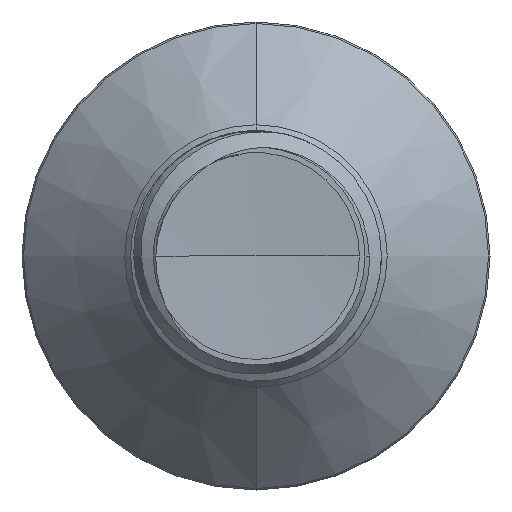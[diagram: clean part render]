
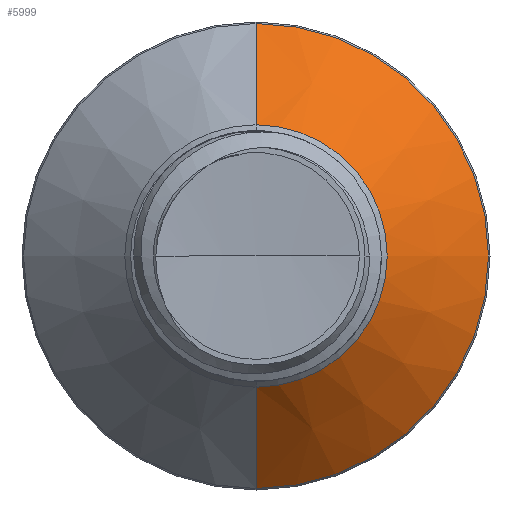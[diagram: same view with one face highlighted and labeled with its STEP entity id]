
A CAD part, front view. The second image highlights one B-rep face of the part: STEP entity #5999.
In plain terms, the highlighted conical face has half-angle 45 degrees and reference radius 1.571 mm.
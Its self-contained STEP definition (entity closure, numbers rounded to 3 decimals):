
#1081 = CARTESIAN_POINT ( 'NONE',  ( 0., 2.409, 1.571 ) ) ;
#1197 = ORIENTED_EDGE ( 'NONE', *, *, #3490, .T. ) ;
#1306 = DIRECTION ( 'NONE',  ( 0., 1., 0. ) ) ;
#1468 = DIRECTION ( 'NONE',  ( 0., 1., 0. ) ) ;
#1992 = CARTESIAN_POINT ( 'NONE',  ( 0., 3.62, -2.782 ) ) ;
#2084 = AXIS2_PLACEMENT_3D ( 'NONE', #7775, #1468, #8803 ) ;
#2879 = FACE_OUTER_BOUND ( 'NONE', #4725, .T. ) ;
#3199 = ORIENTED_EDGE ( 'NONE', *, *, #11507, .F. ) ;
#3371 = CIRCLE ( 'NONE', #2084, 2.782 ) ;
#3490 = EDGE_CURVE ( 'NONE', #7583, #9845, #5873, .T. ) ;
#3522 = LINE ( 'NONE', #11162, #8711 ) ;
#3560 = DIRECTION ( 'NONE',  ( 0., 0., 1. ) ) ;
#4453 = ORIENTED_EDGE ( 'NONE', *, *, #7963, .F. ) ;
#4725 = EDGE_LOOP ( 'NONE', ( #1197, #7159, #4453, #3199 ) ) ;
#4755 = VERTEX_POINT ( 'NONE', #1992 ) ;
#5665 = CARTESIAN_POINT ( 'NONE',  ( 0., 2.409, 0. ) ) ;
#5873 = CIRCLE ( 'NONE', #6842, 1.571 ) ;
#5999 = ADVANCED_FACE ( 'NONE', ( #2879 ), #12672, .T. ) ;
#6180 = DIRECTION ( 'NONE',  ( 0., 0.707, -0.707 ) ) ;
#6820 = CARTESIAN_POINT ( 'NONE',  ( 0., 3.62, 2.782 ) ) ;
#6842 = AXIS2_PLACEMENT_3D ( 'NONE', #7614, #1306, #8653 ) ;
#7159 = ORIENTED_EDGE ( 'NONE', *, *, #12546, .T. ) ;
#7583 = VERTEX_POINT ( 'NONE', #13195 ) ;
#7614 = CARTESIAN_POINT ( 'NONE',  ( 0., 2.409, 0. ) ) ;
#7734 = DIRECTION ( 'NONE',  ( 0., 1., 0. ) ) ;
#7775 = CARTESIAN_POINT ( 'NONE',  ( 0., 3.62, 0. ) ) ;
#7963 = EDGE_CURVE ( 'NONE', #9206, #4755, #3371, .T. ) ;
#8653 = DIRECTION ( 'NONE',  ( 0., 0., 1. ) ) ;
#8711 = VECTOR ( 'NONE', #6180, 1000. ) ;
#8803 = DIRECTION ( 'NONE',  ( 0., 0., 1. ) ) ;
#9206 = VERTEX_POINT ( 'NONE', #6820 ) ;
#9473 = VECTOR ( 'NONE', #11389, 1000. ) ;
#9845 = VERTEX_POINT ( 'NONE', #12532 ) ;
#10115 = LINE ( 'NONE', #1081, #9473 ) ;
#11162 = CARTESIAN_POINT ( 'NONE',  ( 0., 2.409, -1.571 ) ) ;
#11389 = DIRECTION ( 'NONE',  ( 0., 0.707, 0.707 ) ) ;
#11507 = EDGE_CURVE ( 'NONE', #7583, #9206, #10115, .T. ) ;
#12532 = CARTESIAN_POINT ( 'NONE',  ( 0., 2.409, -1.571 ) ) ;
#12546 = EDGE_CURVE ( 'NONE', #9845, #4755, #3522, .T. ) ;
#12672 = CONICAL_SURFACE ( 'NONE', #12871, 1.571, 0.785 ) ;
#12871 = AXIS2_PLACEMENT_3D ( 'NONE', #5665, #7734, #3560 ) ;
#13195 = CARTESIAN_POINT ( 'NONE',  ( 0., 2.409, 1.571 ) ) ;
